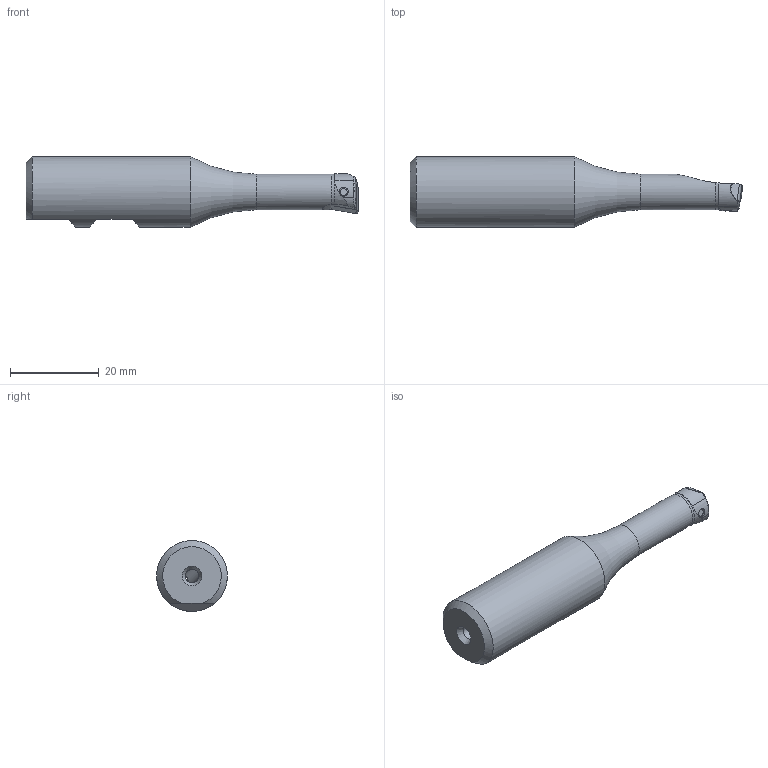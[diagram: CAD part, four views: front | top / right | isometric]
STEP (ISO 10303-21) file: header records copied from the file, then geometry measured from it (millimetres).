
FILE_DESCRIPTION (( 'STEP AP214' ), '1' );
FILE_NAME ('B10.WCA.K11.075.STEP', '2020-08-13T13:58:28', ( '' ), ( '' ), 'SwSTEP 2.0', 'SolidWorks 2017', '' );
FILE_SCHEMA (( 'AUTOMOTIVE_DESIGN' ));
Length unit declared in the file: millimetre
Products named in the file (4): B10.WCA.K11.075; WCA-ER2.001.005_A; CCMT060204; B10-WCA.K11.075_C
Assembly tree (3 placements, depth 2):
  B10.WCA.K11.075
    B10-WCA.K11.075_C
    CCMT060204
    WCA-ER2.001.005_A
Bounding box: 75 x 16 x 16 mm (x, y, z)
Volume: 9033.5 mm3; surface area: 3914.6 mm2
Topology: 3 solids, 3 shells, 107 faces, 271 edges, 168 vertices
Faces by surface type: plane 34, cylinder 29, cone 21, bspline 17, torus 5, sphere 1
Full cylindrical faces by diameter (mm): 2.05 x1, 2.1 x1, 2.5 x1, 2.8 x1, 3 x2, 3.4 x1, 3.85 x1, 8.05 x1, 16 x1
Entity records: 4203 total; most frequent: CARTESIAN_POINT 1569, ORIENTED_EDGE 476, DIRECTION 388, EDGE_CURVE 238, VERTEX_POINT 158, AXIS2_PLACEMENT_3D 153, EDGE_LOOP 132, FACE_OUTER_BOUND 121
